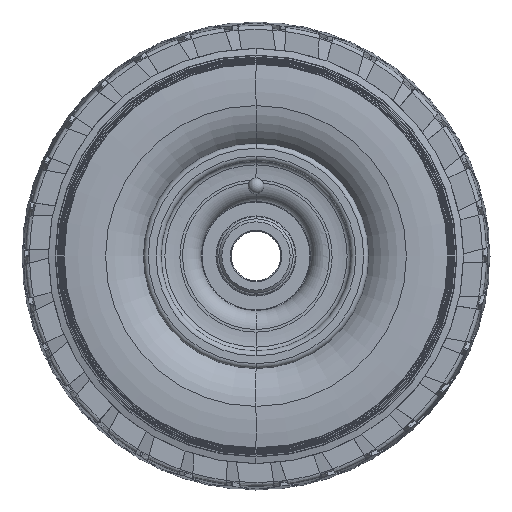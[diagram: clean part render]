
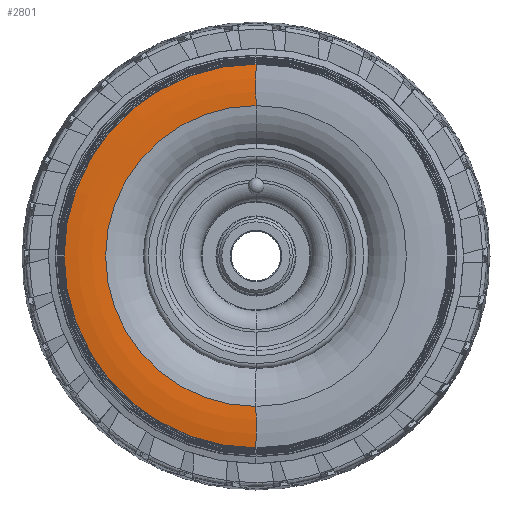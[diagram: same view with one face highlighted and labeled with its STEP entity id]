
A CAD part, front view. The second image highlights one B-rep face of the part: STEP entity #2801.
In plain terms, the highlighted toroidal (fillet/blend) face has major radius 83.822 mm and minor radius 83.477 mm.
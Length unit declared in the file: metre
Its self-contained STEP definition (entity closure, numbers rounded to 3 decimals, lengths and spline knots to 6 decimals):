
#2801=ADVANCED_FACE('1403:44149',(#7531),#7532,.T.);
#7531=FACE_OUTER_BOUND('',#18276,.T.);
#7532=TOROIDAL_SURFACE('',#18277,0.083822,0.083477);
#18276=EDGE_LOOP('',(#35847,#35848,#35849,#35850));
#18277=AXIS2_PLACEMENT_3D('',#35851,#35852,#35853);
#35847=ORIENTED_EDGE('',*,*,#37974,.T.);
#35848=ORIENTED_EDGE('',*,*,#39267,.T.);
#35849=ORIENTED_EDGE('',*,*,#37976,.T.);
#35850=ORIENTED_EDGE('',*,*,#39215,.T.);
#35851=CARTESIAN_POINT('',(0.0,0.045977,0.0));
#35852=DIRECTION('',(0.0,1.0,0.0));
#35853=DIRECTION('',(0.0,0.0,1.0));
#37974=EDGE_CURVE('',#44639,#44640,#44641,.T.);
#37976=EDGE_CURVE('',#44644,#44642,#44645,.T.);
#39215=EDGE_CURVE('1406:684967',#44642,#44639,#47014,.T.);
#39267=EDGE_CURVE('1403:44482',#44640,#44644,#47096,.T.);
#44639=VERTEX_POINT('',#55114);
#44640=VERTEX_POINT('',#55115);
#44641=CIRCLE('',#55116,0.083477);
#44642=VERTEX_POINT('',#55117);
#44644=VERTEX_POINT('',#55119);
#44645=CIRCLE('',#55120,0.083477);
#47014=CIRCLE('',#67653,0.077);
#47096=CIRCLE('',#67735,0.098239);
#55114=CARTESIAN_POINT('',(0.0,-0.037221,0.077));
#55115=CARTESIAN_POINT('',(0.0,-0.036246,0.098239));
#55116=AXIS2_PLACEMENT_3D('',#104756,#104757,#104758);
#55117=CARTESIAN_POINT('',(0.,-0.037221,-0.077));
#55119=CARTESIAN_POINT('',(0.,-0.036246,-0.098239));
#55120=AXIS2_PLACEMENT_3D('',#104762,#104763,#104764);
#67653=AXIS2_PLACEMENT_3D('',#105471,#105472,#105473);
#67735=AXIS2_PLACEMENT_3D('',#105627,#105628,#105629);
#104756=CARTESIAN_POINT('',(0.,0.045977,0.083822));
#104757=DIRECTION('',(-1.0,0.0,0.));
#104758=DIRECTION('',(0.,-0.0,1.0));
#104762=CARTESIAN_POINT('',(0.,0.045977,-0.083822));
#104763=DIRECTION('',(-1.0,0.0,0.));
#104764=DIRECTION('',(0.,0.0,-1.0));
#105471=CARTESIAN_POINT('',(0.0,-0.037221,0.));
#105472=DIRECTION('',(-0.0,1.0,0.));
#105473=DIRECTION('',(0.0,0.,1.0));
#105627=CARTESIAN_POINT('',(0.0,-0.036246,0.));
#105628=DIRECTION('',(0.0,-1.0,0.));
#105629=DIRECTION('',(0.0,0.,1.0));
